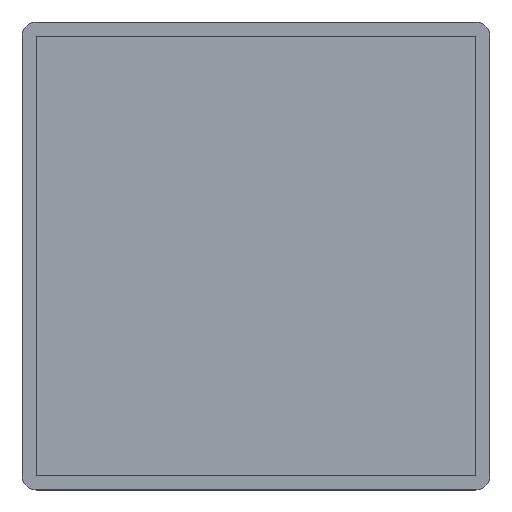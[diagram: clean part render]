
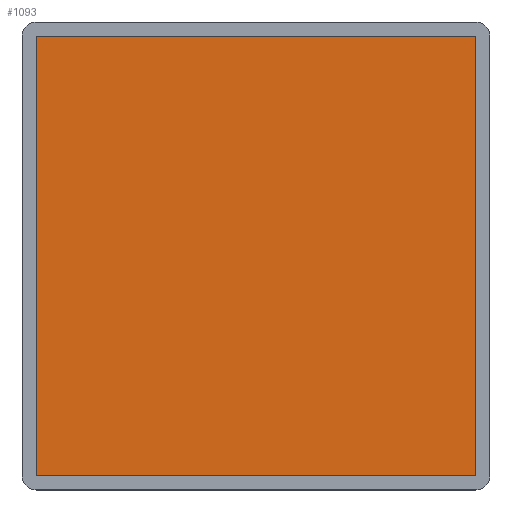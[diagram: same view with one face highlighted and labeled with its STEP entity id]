
A CAD part, top view. The second image highlights one B-rep face of the part: STEP entity #1093.
In plain terms, the highlighted planar face has unit normal (0, 0, 1).
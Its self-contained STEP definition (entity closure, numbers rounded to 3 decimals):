
#385 = EDGE_CURVE('',#386,#388,#390,.T.);
#386 = VERTEX_POINT('',#387);
#387 = CARTESIAN_POINT('',(2.,2.,27.));
#388 = VERTEX_POINT('',#389);
#389 = CARTESIAN_POINT('',(2.,63.,27.));
#390 = LINE('',#391,#392);
#391 = CARTESIAN_POINT('',(2.,2.,27.));
#392 = VECTOR('',#393,1.);
#393 = DIRECTION('',(0.,1.,0.));
#395 = EDGE_CURVE('',#388,#396,#398,.T.);
#396 = VERTEX_POINT('',#397);
#397 = CARTESIAN_POINT('',(63.,63.,27.));
#398 = LINE('',#399,#400);
#399 = CARTESIAN_POINT('',(2.,63.,27.));
#400 = VECTOR('',#401,1.);
#401 = DIRECTION('',(1.,0.,0.));
#403 = EDGE_CURVE('',#396,#404,#406,.T.);
#404 = VERTEX_POINT('',#405);
#405 = CARTESIAN_POINT('',(63.,2.,27.));
#406 = LINE('',#407,#408);
#407 = CARTESIAN_POINT('',(63.,63.,27.));
#408 = VECTOR('',#409,1.);
#409 = DIRECTION('',(0.,-1.,0.));
#411 = EDGE_CURVE('',#404,#386,#412,.T.);
#412 = LINE('',#413,#414);
#413 = CARTESIAN_POINT('',(63.,2.,27.));
#414 = VECTOR('',#415,1.);
#415 = DIRECTION('',(-1.,0.,0.));
#1093 = ADVANCED_FACE('',(#1094),#1100,.T.);
#1094 = FACE_BOUND('',#1095,.F.);
#1095 = EDGE_LOOP('',(#1096,#1097,#1098,#1099));
#1096 = ORIENTED_EDGE('',*,*,#395,.T.);
#1097 = ORIENTED_EDGE('',*,*,#403,.T.);
#1098 = ORIENTED_EDGE('',*,*,#411,.T.);
#1099 = ORIENTED_EDGE('',*,*,#385,.T.);
#1100 = PLANE('',#1101);
#1101 = AXIS2_PLACEMENT_3D('',#1102,#1103,#1104);
#1102 = CARTESIAN_POINT('',(32.5,32.5,27.));
#1103 = DIRECTION('',(0.,0.,1.));
#1104 = DIRECTION('',(1.,0.,0.));
